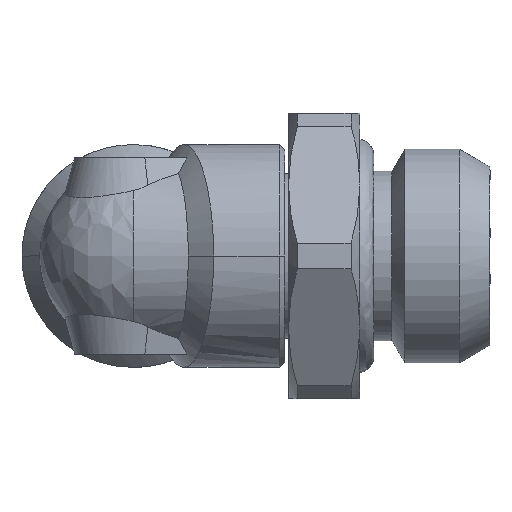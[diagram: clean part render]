
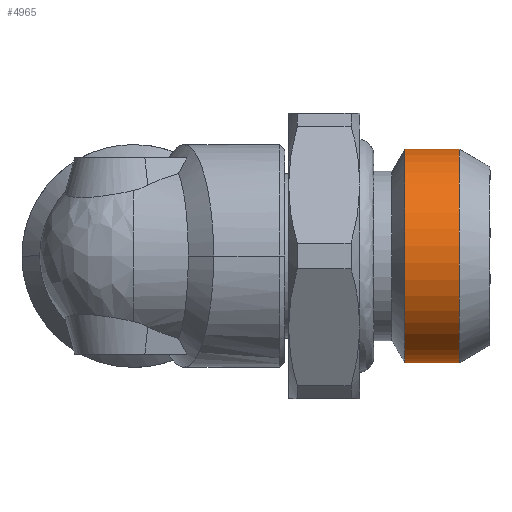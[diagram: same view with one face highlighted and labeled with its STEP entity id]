
A CAD part, left-side view. The second image highlights one B-rep face of the part: STEP entity #4965.
In plain terms, the highlighted free-form (B-spline) face has degree [1, 3] with [2, 4] control points.
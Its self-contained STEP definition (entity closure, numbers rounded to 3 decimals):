
#96 = ORIENTED_EDGE ( 'NONE', *, *, #6365, .F. ) ;
#285 = CARTESIAN_POINT ( 'NONE',  ( 0., -15.222, 6. ) ) ;
#479 = CARTESIAN_POINT ( 'NONE',  ( 0., -18.268, -6. ) ) ;
#498 =( BOUNDED_CURVE ( )  B_SPLINE_CURVE ( 3, ( #6603, #2336, #1823, #6090 ),
 .UNSPECIFIED., .F., .F. ) 
 B_SPLINE_CURVE_WITH_KNOTS ( ( 4, 4 ),
 ( -3.142, 0. ),
 .UNSPECIFIED. ) 
 CURVE ( )  GEOMETRIC_REPRESENTATION_ITEM ( )  RATIONAL_B_SPLINE_CURVE ( ( 1., 0.333, 0.333, 1. ) ) 
 REPRESENTATION_ITEM ( '' )  );
#534 = VERTEX_POINT ( 'NONE', #479 ) ;
#1156 = FACE_OUTER_BOUND ( 'NONE', #3855, .T. ) ;
#1158 = CARTESIAN_POINT ( 'NONE',  ( 0., -18.268, -6. ) ) ;
#1396 = CARTESIAN_POINT ( 'NONE',  ( 0., -18.268, 6. ) ) ;
#1704 = B_SPLINE_CURVE_WITH_KNOTS ( 'NONE', 1,
 ( #5300, #4214 ),
 .UNSPECIFIED., .F., .F.,
 ( 2, 2 ),
 ( -1., 0. ),
 .UNSPECIFIED. ) ;
#1774 = VERTEX_POINT ( 'NONE', #6407 ) ;
#1823 = CARTESIAN_POINT ( 'NONE',  ( -12., -15.222, -6. ) ) ;
#2041 = EDGE_CURVE ( 'NONE', #5040, #1774, #498, .T. ) ;
#2336 = CARTESIAN_POINT ( 'NONE',  ( -12., -15.222, 6. ) ) ;
#2549 = CARTESIAN_POINT ( 'NONE',  ( 0., -15.222, -6. ) ) ;
#3169 = CARTESIAN_POINT ( 'NONE',  ( 0., -15.222, 6. ) ) ;
#3205 = EDGE_CURVE ( 'NONE', #534, #1774, #5005, .T. ) ;
#3295 = CARTESIAN_POINT ( 'NONE',  ( -12., -18.268, 6. ) ) ;
#3455 = VERTEX_POINT ( 'NONE', #4239 ) ;
#3545 = CARTESIAN_POINT ( 'NONE',  ( -12., -18.268, 6. ) ) ;
#3855 = EDGE_LOOP ( 'NONE', ( #6071, #4327, #96, #6737 ) ) ;
#4214 = CARTESIAN_POINT ( 'NONE',  ( 0., -18.268, 6. ) ) ;
#4239 = CARTESIAN_POINT ( 'NONE',  ( 0., -18.268, 6. ) ) ;
#4327 = ORIENTED_EDGE ( 'NONE', *, *, #3205, .F. ) ;
#4884 = CARTESIAN_POINT ( 'NONE',  ( -12., -18.268, -6. ) ) ;
#4965 = ADVANCED_FACE ( 'NONE', ( #1156 ), #5048, .F. ) ;
#5005 = B_SPLINE_CURVE_WITH_KNOTS ( 'NONE', 1,
 ( #6348, #6373 ),
 .UNSPECIFIED., .F., .F.,
 ( 2, 2 ),
 ( -1., 0. ),
 .UNSPECIFIED. ) ;
#5040 = VERTEX_POINT ( 'NONE', #3169 ) ;
#5048 =( BOUNDED_SURFACE ( )  B_SPLINE_SURFACE ( 1, 3, ( 
 ( #285, #6749, #6315, #2549 ),
 ( #1396, #3545, #6262, #6809 ) ),
 .UNSPECIFIED., .F., .F., .F. ) 
 B_SPLINE_SURFACE_WITH_KNOTS ( ( 2, 2 ),
 ( 4, 4 ),
 ( 0., 1. ),
 ( 0., 1. ),
 .UNSPECIFIED. ) 
 GEOMETRIC_REPRESENTATION_ITEM ( )  RATIONAL_B_SPLINE_SURFACE ( (
 ( 1., 0.333, 0.333, 1.),
 ( 1., 0.333, 0.333, 1.) ) ) 
 REPRESENTATION_ITEM ( '' )  SURFACE ( )  );
#5300 = CARTESIAN_POINT ( 'NONE',  ( 0., -15.222, 6. ) ) ;
#5408 = CARTESIAN_POINT ( 'NONE',  ( 0., -18.268, 6. ) ) ;
#5611 =( BOUNDED_CURVE ( )  B_SPLINE_CURVE ( 3, ( #5408, #3295, #4884, #1158 ),
 .UNSPECIFIED., .F., .F. ) 
 B_SPLINE_CURVE_WITH_KNOTS ( ( 4, 4 ),
 ( -3.142, 0. ),
 .UNSPECIFIED. ) 
 CURVE ( )  GEOMETRIC_REPRESENTATION_ITEM ( )  RATIONAL_B_SPLINE_CURVE ( ( 1., 0.333, 0.333, 1. ) ) 
 REPRESENTATION_ITEM ( '' )  );
#6071 = ORIENTED_EDGE ( 'NONE', *, *, #2041, .T. ) ;
#6090 = CARTESIAN_POINT ( 'NONE',  ( 0., -15.222, -6. ) ) ;
#6146 = EDGE_CURVE ( 'NONE', #5040, #3455, #1704, .T. ) ;
#6262 = CARTESIAN_POINT ( 'NONE',  ( -12., -18.268, -6. ) ) ;
#6315 = CARTESIAN_POINT ( 'NONE',  ( -12., -15.222, -6. ) ) ;
#6348 = CARTESIAN_POINT ( 'NONE',  ( 0., -18.268, -6. ) ) ;
#6365 = EDGE_CURVE ( 'NONE', #3455, #534, #5611, .T. ) ;
#6373 = CARTESIAN_POINT ( 'NONE',  ( 0., -15.222, -6. ) ) ;
#6407 = CARTESIAN_POINT ( 'NONE',  ( 0., -15.222, -6. ) ) ;
#6603 = CARTESIAN_POINT ( 'NONE',  ( 0., -15.222, 6. ) ) ;
#6737 = ORIENTED_EDGE ( 'NONE', *, *, #6146, .F. ) ;
#6749 = CARTESIAN_POINT ( 'NONE',  ( -12., -15.222, 6. ) ) ;
#6809 = CARTESIAN_POINT ( 'NONE',  ( 0., -18.268, -6. ) ) ;
